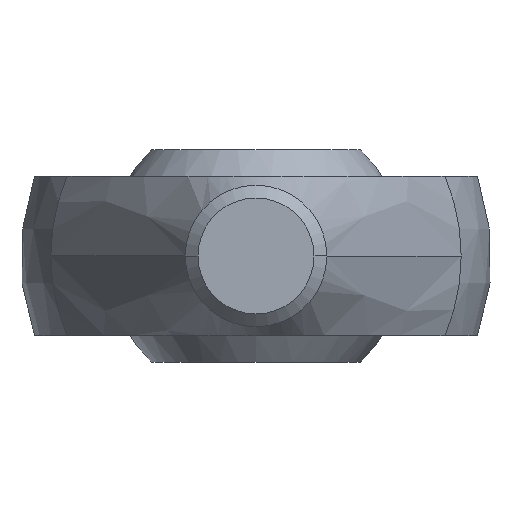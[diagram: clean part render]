
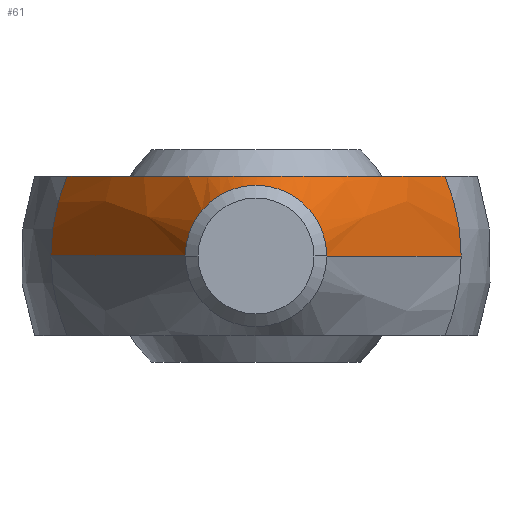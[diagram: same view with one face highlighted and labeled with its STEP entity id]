
A CAD part, front view. The second image highlights one B-rep face of the part: STEP entity #61.
In plain terms, the highlighted conical face has half-angle 29.513 degrees and reference radius 5.851 mm.
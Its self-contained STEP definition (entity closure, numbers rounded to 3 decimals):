
#61=ADVANCED_FACE('',(#142),#143,.T.);
#142=FACE_OUTER_BOUND('',#250,.T.);
#143=CONICAL_SURFACE('',#251,5.851,0.515);
#250=EDGE_LOOP('',(#354,#355,#356,#357,#358,#359));
#251=AXIS2_PLACEMENT_3D('',#360,#361,#362);
#354=ORIENTED_EDGE('',*,*,#601,.F.);
#355=ORIENTED_EDGE('',*,*,#602,.T.);
#356=ORIENTED_EDGE('',*,*,#603,.T.);
#357=ORIENTED_EDGE('',*,*,#604,.T.);
#358=ORIENTED_EDGE('',*,*,#605,.F.);
#359=ORIENTED_EDGE('',*,*,#595,.F.);
#360=CARTESIAN_POINT('',(0.,-9.963,0.0));
#361=DIRECTION('',(0.,1.0,-0.0));
#362=DIRECTION('',(1.0,0.,0.0));
#595=EDGE_CURVE('',#695,#691,#697,.T.);
#601=EDGE_CURVE('',#705,#695,#706,.T.);
#602=EDGE_CURVE('',#705,#707,#708,.T.);
#603=EDGE_CURVE('',#707,#709,#710,.T.);
#604=EDGE_CURVE('',#709,#711,#712,.T.);
#605=EDGE_CURVE('',#691,#711,#713,.T.);
#691=VERTEX_POINT('',#835);
#695=VERTEX_POINT('',#840);
#697=CIRCLE('',#843,3.0);
#705=VERTEX_POINT('',#853);
#706=LINE('',#854,#855);
#707=VERTEX_POINT('',#856);
#708=CIRCLE('',#857,8.702);
#709=VERTEX_POINT('',#858);
#710=(B_SPLINE_CURVE(2,(#860,#861,#862),.UNSPECIFIED.,.F.,.F.)B_SPLINE_CURVE_WITH_KNOTS((3,3),(0.0,24.732),.UNSPECIFIED.)RATIONAL_B_SPLINE_CURVE((1.0,2.579,1.0))BOUNDED_CURVE()REPRESENTATION_ITEM('')GEOMETRIC_REPRESENTATION_ITEM()CURVE());
#711=VERTEX_POINT('',#869);
#712=CIRCLE('',#870,8.702);
#713=LINE('',#871,#872);
#835=CARTESIAN_POINT('',(-3.0,-15.0,0.));
#840=CARTESIAN_POINT('',(3.0,-15.0,0.0));
#843=AXIS2_PLACEMENT_3D('',#1016,#1017,#1018);
#853=CARTESIAN_POINT('',(8.702,-4.926,0.));
#854=CARTESIAN_POINT('',(5.851,-9.963,0.));
#855=VECTOR('',#1024,1.0);
#856=CARTESIAN_POINT('',(8.021,-4.926,3.375));
#857=AXIS2_PLACEMENT_3D('',#1025,#1026,#1027);
#858=CARTESIAN_POINT('',(-8.021,-4.926,3.375));
#860=CARTESIAN_POINT('',(8.021,-4.926,3.375));
#861=CARTESIAN_POINT('',(0.,-17.987,3.375));
#862=CARTESIAN_POINT('',(-8.021,-4.926,3.375));
#869=CARTESIAN_POINT('',(-8.702,-4.926,0.));
#870=AXIS2_PLACEMENT_3D('',#1028,#1029,#1030);
#871=CARTESIAN_POINT('',(-5.851,-9.963,0.));
#872=VECTOR('',#1031,1.0);
#1016=CARTESIAN_POINT('',(0.,-15.0,0.0));
#1017=DIRECTION('',(0.,-1.0,-0.0));
#1018=DIRECTION('',(-1.0,0.,0.0));
#1024=DIRECTION('',(-0.493,-0.87,0.));
#1025=CARTESIAN_POINT('',(0.,-4.926,0.0));
#1026=DIRECTION('',(0.,-1.0,0.0));
#1027=DIRECTION('',(1.0,0.,0.0));
#1028=CARTESIAN_POINT('',(0.,-4.926,0.0));
#1029=DIRECTION('',(0.,-1.0,0.0));
#1030=DIRECTION('',(1.0,0.,0.0));
#1031=DIRECTION('',(-0.493,0.87,0.));
